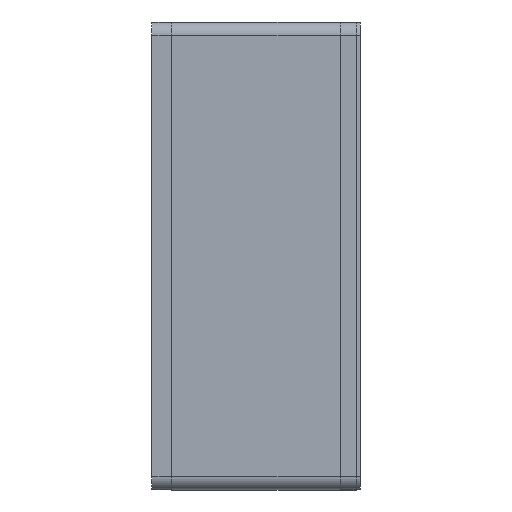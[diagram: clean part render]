
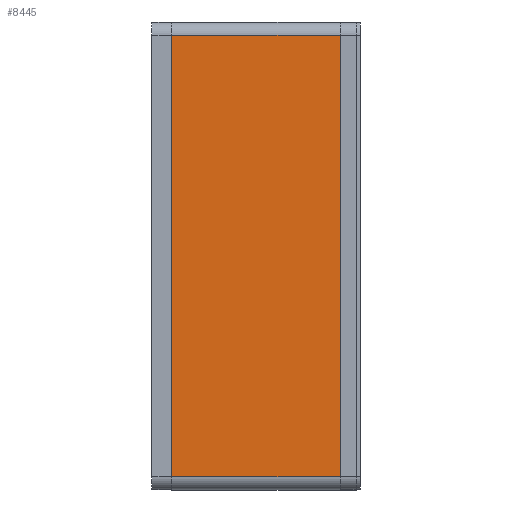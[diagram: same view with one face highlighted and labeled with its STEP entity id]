
A CAD part, left-side view. The second image highlights one B-rep face of the part: STEP entity #8445.
In plain terms, the highlighted planar face has unit normal (-1, 0, 0).
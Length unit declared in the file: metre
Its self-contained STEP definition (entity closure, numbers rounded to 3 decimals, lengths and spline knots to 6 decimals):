
#80=LINE('',#12789,#748);
#81=LINE('',#12792,#749);
#82=LINE('',#12794,#750);
#83=LINE('',#12796,#751);
#748=VECTOR('',#10151,1.);
#749=VECTOR('',#10152,1.);
#750=VECTOR('',#10153,1.);
#751=VECTOR('',#10154,1.);
#1729=PLANE('',#9073);
#2048=ORIENTED_EDGE('',*,*,#4244,.T.);
#2049=ORIENTED_EDGE('',*,*,#4245,.T.);
#2050=ORIENTED_EDGE('',*,*,#4246,.T.);
#2051=ORIENTED_EDGE('',*,*,#4247,.T.);
#4244=EDGE_CURVE('',#5342,#5343,#80,.F.);
#4245=EDGE_CURVE('',#5343,#5344,#81,.T.);
#4246=EDGE_CURVE('',#5344,#5345,#82,.T.);
#4247=EDGE_CURVE('',#5345,#5342,#83,.T.);
#5342=VERTEX_POINT('',#12790);
#5343=VERTEX_POINT('',#12791);
#5344=VERTEX_POINT('',#12793);
#5345=VERTEX_POINT('',#12795);
#6560=EDGE_LOOP('',(#2048,#2049,#2050,#2051));
#7406=FACE_BOUND('',#6560,.T.);
#8445=ADVANCED_FACE('',(#7406),#1729,.F.);
#9073=AXIS2_PLACEMENT_3D('',#12788,#10149,#10150);
#10149=DIRECTION('',(1.,0.,0.));
#10150=DIRECTION('',(0.,0.,-1.));
#10151=DIRECTION('',(0.,1.,0.));
#10152=DIRECTION('',(0.,0.,1.));
#10153=DIRECTION('',(0.,1.,0.));
#10154=DIRECTION('',(0.,0.,-1.));
#12788=CARTESIAN_POINT('',(-0.089112,-0.01651,0.000102));
#12789=CARTESIAN_POINT('',(-0.089112,-0.01651,-0.033248));
#12790=CARTESIAN_POINT('',(-0.089112,0.012,-0.033248));
#12791=CARTESIAN_POINT('',(-0.089112,-0.01591,-0.033248));
#12792=CARTESIAN_POINT('',(-0.089112,-0.01591,0.033452));
#12793=CARTESIAN_POINT('',(-0.089112,-0.01591,0.033452));
#12794=CARTESIAN_POINT('',(-0.089112,0.012,0.033452));
#12795=CARTESIAN_POINT('',(-0.089112,0.012,0.033452));
#12796=CARTESIAN_POINT('',(-0.089112,0.012,0.000102));
